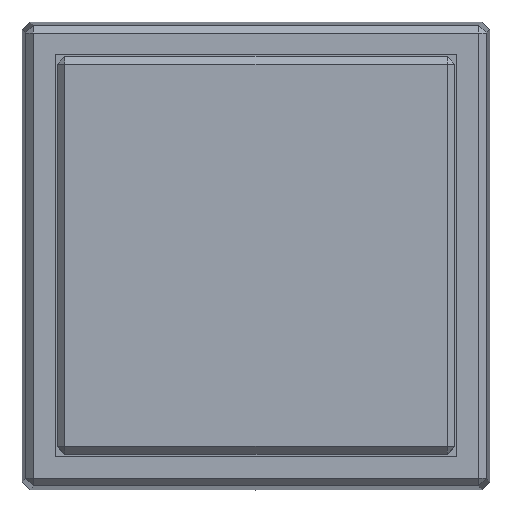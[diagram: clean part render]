
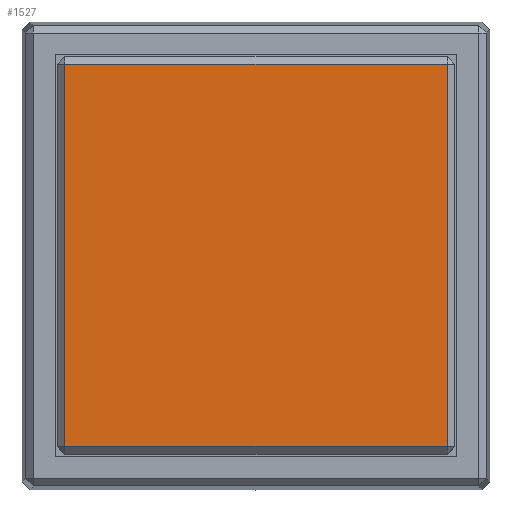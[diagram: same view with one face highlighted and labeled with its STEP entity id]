
A CAD part, top view. The second image highlights one B-rep face of the part: STEP entity #1527.
In plain terms, the highlighted planar face has unit normal (0, 0, 1).
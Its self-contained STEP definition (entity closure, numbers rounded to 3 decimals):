
#39 = DIRECTION ( 'NONE',  ( 1., 0., 0. ) ) ;
#44 = VERTEX_POINT ( 'NONE', #138 ) ;
#138 = CARTESIAN_POINT ( 'NONE',  ( 4.9, -4.9, 9. ) ) ;
#245 = EDGE_CURVE ( 'NONE', #2531, #44, #4527, .T. ) ;
#412 = EDGE_CURVE ( 'NONE', #4520, #2531, #436, .T. ) ;
#436 = LINE ( 'NONE', #1853, #3654 ) ;
#731 = LINE ( 'NONE', #2149, #1473 ) ;
#783 = AXIS2_PLACEMENT_3D ( 'NONE', #4566, #1412, #39 ) ;
#1197 = VERTEX_POINT ( 'NONE', #3562 ) ;
#1275 = CARTESIAN_POINT ( 'NONE',  ( -4.9, 0., 9. ) ) ;
#1373 = CARTESIAN_POINT ( 'NONE',  ( 4.9, 0., 9. ) ) ;
#1412 = DIRECTION ( 'NONE',  ( 0., 0., 1. ) ) ;
#1415 = ORIENTED_EDGE ( 'NONE', *, *, #4112, .F. ) ;
#1473 = VECTOR ( 'NONE', #3538, 1000. ) ;
#1527 = ADVANCED_FACE ( 'NONE', ( #1759 ), #3158, .T. ) ;
#1640 = CARTESIAN_POINT ( 'NONE',  ( -4.9, 4.9, 9. ) ) ;
#1759 = FACE_OUTER_BOUND ( 'NONE', #2653, .T. ) ;
#1853 = CARTESIAN_POINT ( 'NONE',  ( 0., 4.9, 9. ) ) ;
#2107 = ORIENTED_EDGE ( 'NONE', *, *, #245, .F. ) ;
#2149 = CARTESIAN_POINT ( 'NONE',  ( 0., -4.9, 9. ) ) ;
#2531 = VERTEX_POINT ( 'NONE', #2565 ) ;
#2565 = CARTESIAN_POINT ( 'NONE',  ( 4.9, 4.9, 9. ) ) ;
#2653 = EDGE_LOOP ( 'NONE', ( #3527, #1415, #2107, #2801 ) ) ;
#2680 = DIRECTION ( 'NONE',  ( 0., 1., 0. ) ) ;
#2778 = DIRECTION ( 'NONE',  ( 0., -1., 0. ) ) ;
#2801 = ORIENTED_EDGE ( 'NONE', *, *, #412, .F. ) ;
#2995 = VECTOR ( 'NONE', #2680, 1000. ) ;
#3060 = EDGE_CURVE ( 'NONE', #1197, #4520, #4426, .T. ) ;
#3059 = VECTOR ( 'NONE', #2778, 1000. ) ;
#3158 = PLANE ( 'NONE',  #783 ) ;
#3249 = DIRECTION ( 'NONE',  ( 1., 0., 0. ) ) ;
#3527 = ORIENTED_EDGE ( 'NONE', *, *, #3060, .F. ) ;
#3538 = DIRECTION ( 'NONE',  ( -1., 0., 0. ) ) ;
#3562 = CARTESIAN_POINT ( 'NONE',  ( -4.9, -4.9, 9. ) ) ;
#3654 = VECTOR ( 'NONE', #3249, 1000. ) ;
#4112 = EDGE_CURVE ( 'NONE', #44, #1197, #731, .T. ) ;
#4426 = LINE ( 'NONE', #1275, #2995 ) ;
#4520 = VERTEX_POINT ( 'NONE', #1640 ) ;
#4527 = LINE ( 'NONE', #1373, #3059 ) ;
#4566 = CARTESIAN_POINT ( 'NONE',  ( -4.9, -4.9, 9. ) ) ;
